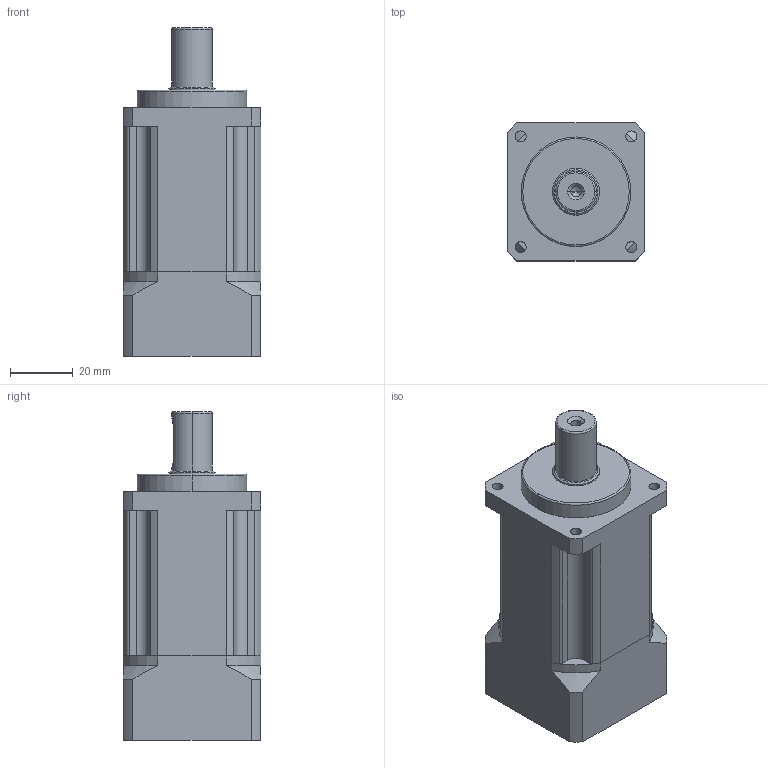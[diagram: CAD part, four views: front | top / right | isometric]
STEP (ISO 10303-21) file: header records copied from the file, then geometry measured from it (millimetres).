
FILE_DESCRIPTION((''),'2;1');
FILE_NAME('ASM0002_ASM','2022-06-06T10:50:43',('Administrator'),(''),'CREO PARAMETRIC BY PTC INC, 2019010','CREO PARAMETRIC BY PTC INC, 2019010','');
FILE_SCHEMA(('CONFIG_CONTROL_DESIGN'));
Length unit declared in the file: millimetre
Products named in the file (4): 5_1_2_300; 4_100; AB40-S2-L2_1_2_ASM; ASM0002_ASM
Assembly tree (3 placements, depth 3):
  ASM0002_ASM
    AB40-S2-L2_1_2_ASM
      5_1_2_300
      4_100
Bounding box: 44 x 44 x 105 mm (x, y, z)
Volume: 136618.2 mm3; surface area: 26399.1 mm2
Topology: 2 solids, 2 shells, 136 faces, 357 edges, 227 vertices
Faces by surface type: cylinder 67, plane 41, cone 24, torus 4
Entity records: 4358 total; most frequent: CARTESIAN_POINT 815, DIRECTION 776, ORIENTED_EDGE 694, EDGE_CURVE 347, AXIS2_PLACEMENT_3D 302, VERTEX_POINT 227, VECTOR 172, LINE 172
